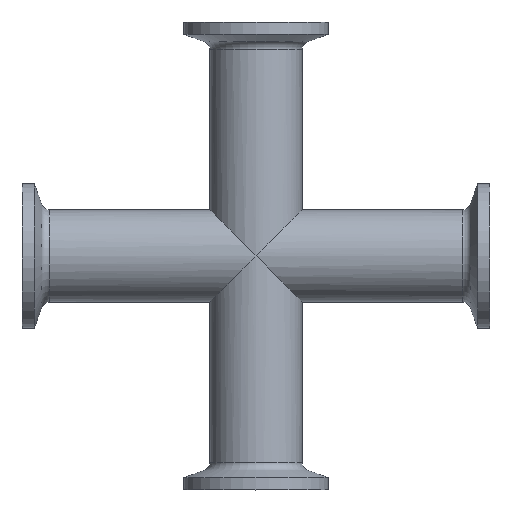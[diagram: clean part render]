
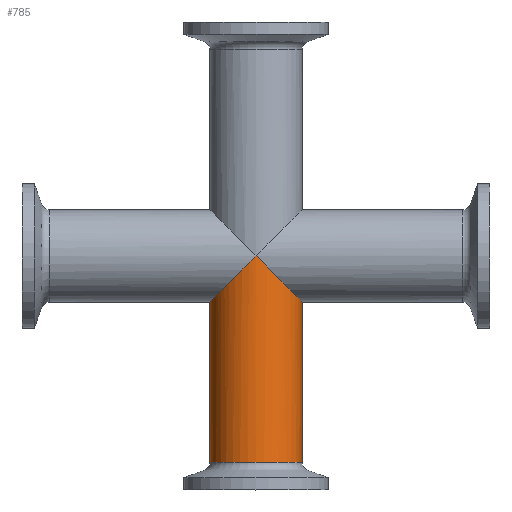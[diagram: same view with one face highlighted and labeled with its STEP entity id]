
A CAD part, top view. The second image highlights one B-rep face of the part: STEP entity #785.
In plain terms, the highlighted cylindrical face has radius 10.85 mm (diameter 21.7 mm), a full revolution.
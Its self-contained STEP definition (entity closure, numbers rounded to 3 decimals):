
#15=ELLIPSE('',#902,15.344,10.85);
#16=ELLIPSE('',#903,15.344,10.85);
#17=ELLIPSE('',#904,15.344,10.85);
#18=ELLIPSE('',#905,15.344,10.85);
#29=CYLINDRICAL_SURFACE('',#901,10.85);
#64=LINE('',#1420,#88);
#88=VECTOR('',#1130,10.85);
#137=FACE_OUTER_BOUND('',#191,.T.);
#191=EDGE_LOOP('',(#594,#595,#596,#597,#598,#599,#600,#601));
#263=CIRCLE('',#894,10.85);
#267=CIRCLE('',#898,10.85);
#341=VERTEX_POINT('',#1401);
#342=VERTEX_POINT('',#1402);
#346=VERTEX_POINT('',#1415);
#347=VERTEX_POINT('',#1416);
#348=VERTEX_POINT('',#1418);
#349=VERTEX_POINT('',#1421);
#431=EDGE_CURVE('',#341,#342,#263,.T.);
#435=EDGE_CURVE('',#342,#341,#267,.T.);
#438=EDGE_CURVE('',#346,#347,#15,.T.);
#439=EDGE_CURVE('',#348,#346,#16,.T.);
#440=EDGE_CURVE('',#348,#341,#64,.T.);
#441=EDGE_CURVE('',#349,#348,#17,.T.);
#442=EDGE_CURVE('',#347,#349,#18,.T.);
#594=ORIENTED_EDGE('',*,*,#438,.F.);
#595=ORIENTED_EDGE('',*,*,#439,.F.);
#596=ORIENTED_EDGE('',*,*,#440,.T.);
#597=ORIENTED_EDGE('',*,*,#435,.F.);
#598=ORIENTED_EDGE('',*,*,#431,.F.);
#599=ORIENTED_EDGE('',*,*,#440,.F.);
#600=ORIENTED_EDGE('',*,*,#441,.F.);
#601=ORIENTED_EDGE('',*,*,#442,.F.);
#785=ADVANCED_FACE('',(#137),#29,.T.);
#894=AXIS2_PLACEMENT_3D('',#1403,#1109,#1110);
#898=AXIS2_PLACEMENT_3D('',#1409,#1117,#1118);
#901=AXIS2_PLACEMENT_3D('',#1414,#1124,#1125);
#902=AXIS2_PLACEMENT_3D('',#1417,#1126,#1127);
#903=AXIS2_PLACEMENT_3D('',#1419,#1128,#1129);
#904=AXIS2_PLACEMENT_3D('',#1422,#1131,#1132);
#905=AXIS2_PLACEMENT_3D('',#1423,#1133,#1134);
#1109=DIRECTION('center_axis',(0.,-1.,0.));
#1110=DIRECTION('ref_axis',(-1.,0.,0.));
#1117=DIRECTION('center_axis',(0.,-1.,0.));
#1118=DIRECTION('ref_axis',(-1.,0.,0.));
#1124=DIRECTION('center_axis',(0.,1.,0.));
#1125=DIRECTION('ref_axis',(-1.,0.,0.));
#1126=DIRECTION('center_axis',(-0.707,0.707,0.));
#1127=DIRECTION('ref_axis',(-0.707,-0.707,0.));
#1128=DIRECTION('center_axis',(0.707,0.707,0.));
#1129=DIRECTION('ref_axis',(-0.707,0.707,0.));
#1130=DIRECTION('',(0.,-1.,0.));
#1131=DIRECTION('center_axis',(0.707,0.707,0.));
#1132=DIRECTION('ref_axis',(-0.707,0.707,0.));
#1133=DIRECTION('center_axis',(-0.707,0.707,0.));
#1134=DIRECTION('ref_axis',(-0.707,-0.707,0.));
#1401=CARTESIAN_POINT('',(10.85,-48.511,0.));
#1402=CARTESIAN_POINT('',(0.,-48.511,10.85));
#1403=CARTESIAN_POINT('Origin',(0.,-48.511,0.));
#1409=CARTESIAN_POINT('Origin',(0.,-48.511,0.));
#1414=CARTESIAN_POINT('Origin',(0.,0.,0.));
#1415=CARTESIAN_POINT('',(0.,0.,-10.85));
#1416=CARTESIAN_POINT('',(-10.85,-10.85,0.));
#1417=CARTESIAN_POINT('Origin',(0.,0.,0.));
#1418=CARTESIAN_POINT('',(10.85,-10.85,0.));
#1419=CARTESIAN_POINT('Origin',(0.,0.,0.));
#1420=CARTESIAN_POINT('',(10.85,0.,0.));
#1421=CARTESIAN_POINT('',(0.,0.,10.85));
#1422=CARTESIAN_POINT('Origin',(0.,0.,0.));
#1423=CARTESIAN_POINT('Origin',(0.,0.,0.));
